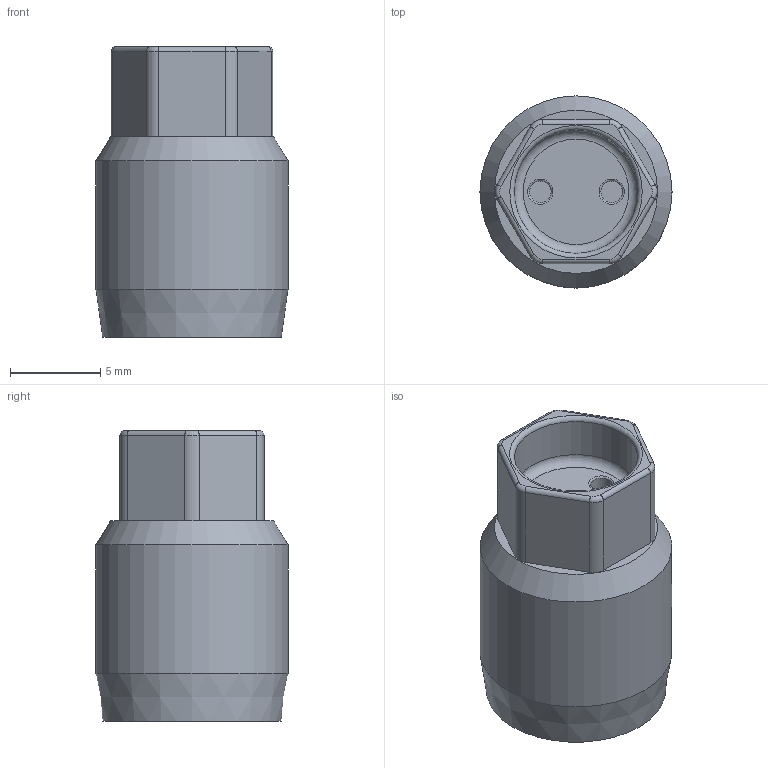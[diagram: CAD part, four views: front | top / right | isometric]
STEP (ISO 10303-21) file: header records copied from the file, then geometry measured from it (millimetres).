
FILE_DESCRIPTION(/* description */ ('STEP AP203'),/* implementation_level */ '2;1');
FILE_NAME(/* name */ '2 spannerhead v1.step',/* time_stamp */ '2025-04-04T09:11:27-07:00',/* author */ (''),/* organization */ (''),/* preprocessor_version */ 'ST-DEVELOPER v20.1',/* originating_system */ 'Autodesk Translation Framework v14.4.0.0',/* authorisation */ '');
FILE_SCHEMA (('AUTOMOTIVE_DESIGN { 1 0 10303 214 3 1 1 }'));
Length unit declared in the file: millimetre
Products named in the file (3): 2 spannerhead; allen; spanner head
Assembly tree (2 placements, depth 2):
  2 spannerhead
    allen
    spanner head
Bounding box: 10.66 x 10.66 x 16.11 mm (x, y, z)
Volume: 729.8 mm3; surface area: 995 mm2
Topology: 2 solids, 2 shells, 55 faces, 120 edges, 72 vertices
Faces by surface type: plane 25, cylinder 17, torus 10, cone 3
Full cylindrical faces by diameter (mm): 1.2 x2, 6.35 x1, 6.858 x1, 10.659 x1
Entity records: 1583 total; most frequent: DIRECTION 292, CARTESIAN_POINT 264, ORIENTED_EDGE 240, EDGE_CURVE 120, AXIS2_PLACEMENT_3D 118, VERTEX_POINT 72, EDGE_LOOP 60, CIRCLE 58
